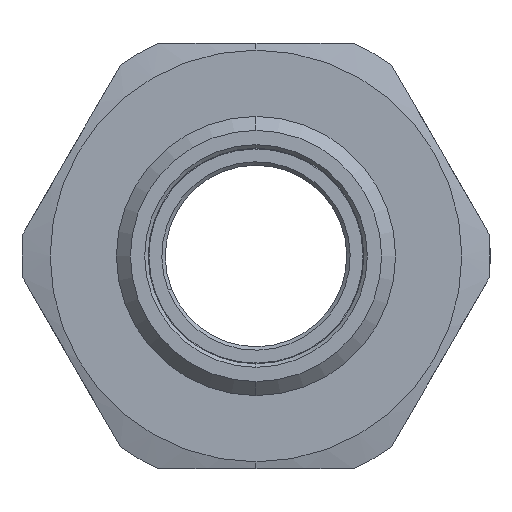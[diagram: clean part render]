
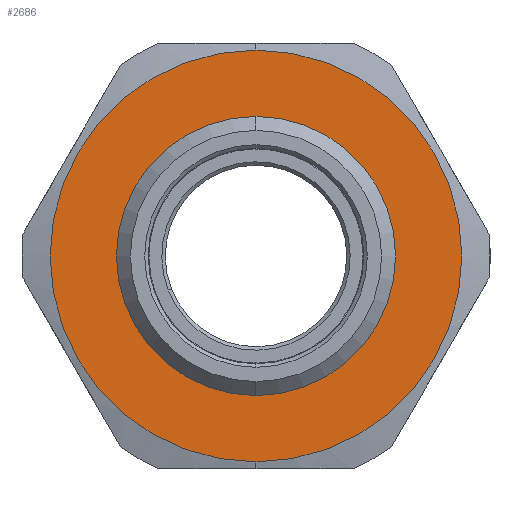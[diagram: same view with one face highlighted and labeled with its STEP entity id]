
A CAD part, left-side view. The second image highlights one B-rep face of the part: STEP entity #2686.
In plain terms, the highlighted planar face has unit normal (-1, 0, 0).
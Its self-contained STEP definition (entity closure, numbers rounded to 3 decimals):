
#323 = CARTESIAN_POINT ( 'NONE',  ( 15., 0., -14.75 ) ) ;
#392 = CARTESIAN_POINT ( 'NONE',  ( 15., 0., 0. ) ) ;
#399 = CARTESIAN_POINT ( 'NONE',  ( 15., 0., 14.75 ) ) ;
#404 = DIRECTION ( 'NONE',  ( 0., 0., 1. ) ) ;
#540 = DIRECTION ( 'NONE',  ( 0., 0., 1. ) ) ;
#546 = ORIENTED_EDGE ( 'NONE', *, *, #1922, .T. ) ;
#641 = VERTEX_POINT ( 'NONE', #2525 ) ;
#677 = CARTESIAN_POINT ( 'NONE',  ( 15., 10., 0. ) ) ;
#693 = EDGE_CURVE ( 'NONE', #641, #2033, #2676, .T. ) ;
#829 = CIRCLE ( 'NONE', #1767, 10. ) ;
#951 = DIRECTION ( 'NONE',  ( 0., 0., -1. ) ) ;
#981 = DIRECTION ( 'NONE',  ( -1., 0., 0. ) ) ;
#1059 = DIRECTION ( 'NONE',  ( -1., 0., 0. ) ) ;
#1085 = VERTEX_POINT ( 'NONE', #323 ) ;
#1112 = EDGE_CURVE ( 'NONE', #3200, #1085, #3063, .T. ) ;
#1307 = AXIS2_PLACEMENT_3D ( 'NONE', #2664, #1059, #1859 ) ;
#1370 = DIRECTION ( 'NONE',  ( -1., 0., 0. ) ) ;
#1456 = FACE_BOUND ( 'NONE', #1562, .T. ) ;
#1562 = EDGE_LOOP ( 'NONE', ( #2199, #2982 ) ) ;
#1767 = AXIS2_PLACEMENT_3D ( 'NONE', #2177, #1370, #540 ) ;
#1771 = DIRECTION ( 'NONE',  ( -1., 0., 0. ) ) ;
#1843 = ORIENTED_EDGE ( 'NONE', *, *, #1112, .T. ) ;
#1859 = DIRECTION ( 'NONE',  ( 0., 0., 1. ) ) ;
#1922 = EDGE_CURVE ( 'NONE', #1085, #3200, #3252, .T. ) ;
#2033 = VERTEX_POINT ( 'NONE', #3002 ) ;
#2061 = DIRECTION ( 'NONE',  ( 0., 0., 1. ) ) ;
#2177 = CARTESIAN_POINT ( 'NONE',  ( 15., 0., 0. ) ) ;
#2199 = ORIENTED_EDGE ( 'NONE', *, *, #3388, .F. ) ;
#2525 = CARTESIAN_POINT ( 'NONE',  ( 15., 0., 10. ) ) ;
#2561 = DIRECTION ( 'NONE',  ( 1., 0., 0. ) ) ;
#2571 = PLANE ( 'NONE',  #3175 ) ;
#2664 = CARTESIAN_POINT ( 'NONE',  ( 15., 0., 0. ) ) ;
#2676 = CIRCLE ( 'NONE', #3301, 10. ) ;
#2686 = ADVANCED_FACE ( 'NONE', ( #1456, #3055 ), #2571, .F. ) ;
#2871 = CARTESIAN_POINT ( 'NONE',  ( 15., 0., 0. ) ) ;
#2982 = ORIENTED_EDGE ( 'NONE', *, *, #693, .F. ) ;
#3002 = CARTESIAN_POINT ( 'NONE',  ( 15., 0., -10. ) ) ;
#3055 = FACE_OUTER_BOUND ( 'NONE', #3283, .T. ) ;
#3063 = CIRCLE ( 'NONE', #3394, 14.75 ) ;
#3175 = AXIS2_PLACEMENT_3D ( 'NONE', #677, #2561, #951 ) ;
#3200 = VERTEX_POINT ( 'NONE', #399 ) ;
#3252 = CIRCLE ( 'NONE', #1307, 14.75 ) ;
#3283 = EDGE_LOOP ( 'NONE', ( #546, #1843 ) ) ;
#3301 = AXIS2_PLACEMENT_3D ( 'NONE', #2871, #981, #2061 ) ;
#3388 = EDGE_CURVE ( 'NONE', #2033, #641, #829, .T. ) ;
#3394 = AXIS2_PLACEMENT_3D ( 'NONE', #392, #1771, #404 ) ;
